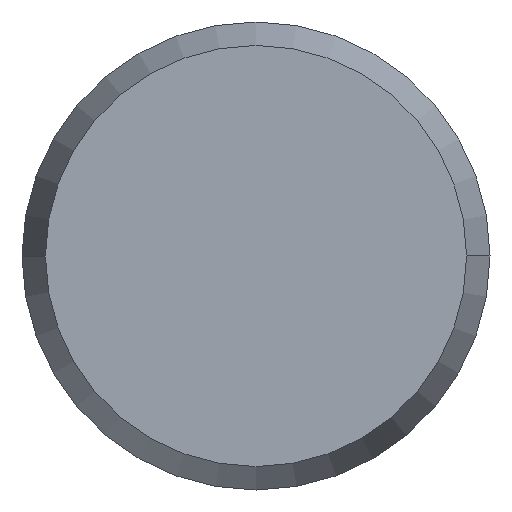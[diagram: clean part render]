
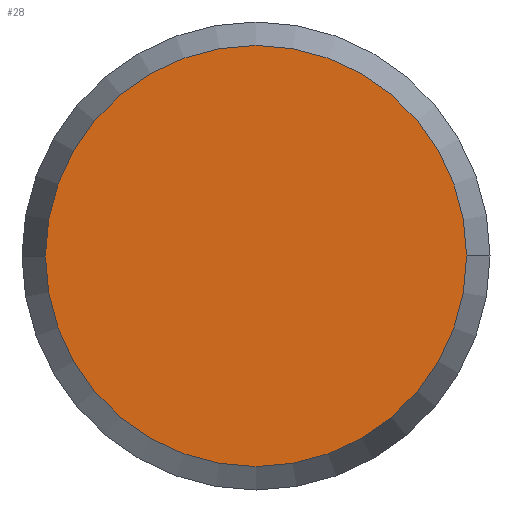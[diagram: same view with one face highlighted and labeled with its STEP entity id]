
A CAD part, front view. The second image highlights one B-rep face of the part: STEP entity #28.
In plain terms, the highlighted planar face has unit normal (0, -1, 0).
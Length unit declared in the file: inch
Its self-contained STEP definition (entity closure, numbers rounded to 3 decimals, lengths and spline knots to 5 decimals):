
#28 = ADVANCED_FACE ( 'NONE', ( #141 ), #122, .T. ) ;
#35 = DIRECTION ( 'NONE',  ( 0., -1., 0. ) ) ;
#36 = CARTESIAN_POINT ( 'NONE',  ( 0., 0., 0. ) ) ;
#62 = EDGE_LOOP ( 'NONE', ( #224, #309 ) ) ;
#67 = VERTEX_POINT ( 'NONE', #194 ) ;
#69 = CARTESIAN_POINT ( 'NONE',  ( 0., 0., 0. ) ) ;
#78 = CIRCLE ( 'NONE', #328, 0.1406 ) ;
#85 = CARTESIAN_POINT ( 'NONE',  ( 0., 0., -0.1406 ) ) ;
#104 = AXIS2_PLACEMENT_3D ( 'NONE', #36, #168, #320 ) ;
#112 = AXIS2_PLACEMENT_3D ( 'NONE', #69, #35, #282 ) ;
#122 = PLANE ( 'NONE',  #104 ) ;
#129 = VERTEX_POINT ( 'NONE', #85 ) ;
#138 = DIRECTION ( 'NONE',  ( 0., -1., 0. ) ) ;
#141 = FACE_OUTER_BOUND ( 'NONE', #62, .T. ) ;
#166 = CARTESIAN_POINT ( 'NONE',  ( 0., 0., 0. ) ) ;
#168 = DIRECTION ( 'NONE',  ( 0., -1., 0. ) ) ;
#194 = CARTESIAN_POINT ( 'NONE',  ( 0., 0., 0.1406 ) ) ;
#224 = ORIENTED_EDGE ( 'NONE', *, *, #302, .T. ) ;
#282 = DIRECTION ( 'NONE',  ( 0., 0., -1. ) ) ;
#290 = DIRECTION ( 'NONE',  ( 0., 0., -1. ) ) ;
#293 = EDGE_CURVE ( 'NONE', #67, #129, #307, .T. ) ;
#302 = EDGE_CURVE ( 'NONE', #129, #67, #78, .T. ) ;
#307 = CIRCLE ( 'NONE', #112, 0.1406 ) ;
#309 = ORIENTED_EDGE ( 'NONE', *, *, #293, .T. ) ;
#320 = DIRECTION ( 'NONE',  ( 0., 0., -1. ) ) ;
#328 = AXIS2_PLACEMENT_3D ( 'NONE', #166, #138, #290 ) ;
